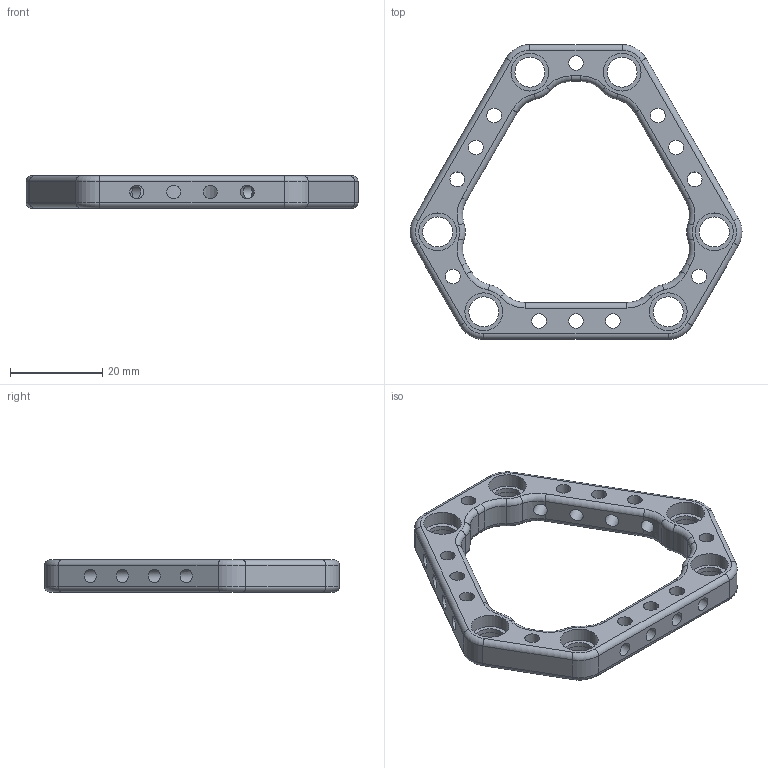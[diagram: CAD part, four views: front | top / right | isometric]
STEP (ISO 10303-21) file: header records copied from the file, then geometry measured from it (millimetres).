
FILE_DESCRIPTION(/* description */ ('STEP AP242','CAx-IF Rec.Pracs.---Representation and Presentation of Product Manufacturing Information (PMI)---4.0---2014-10-13','CAx-IF Rec.Pracs.---3D Tessellated Geometry---0.4---2014-09-14','2;1'),/* implementation_level */ '2;1');
FILE_NAME(/* name */ '67e041f612dca47361801023',/* time_stamp */ '2025-03-23T17:16:38Z',/* author */ (''),/* organization */ (''),/* preprocessor_version */ 'ST-DEVELOPER v20',/* originating_system */ 'ONSHAPE BY PTC INC, 1.195',/* authorisation */ ' ');
FILE_SCHEMA (('AP242_MANAGED_MODEL_BASED_3D_ENGINEERING_MIM_LF { 1 0 10303 442 1 1 4 }'));
Length unit declared in the file: metre
Products named in the file (1): Part 1
Bounding box: 72 x 63.96 x 7 mm (x, y, z)
Volume: 7891.9 mm3; surface area: 7587.8 mm2
Topology: 1 solids, 1 shells, 164 faces, 396 edges, 240 vertices
Faces by surface type: cylinder 90, torus 48, plane 26
Full cylindrical faces by diameter (mm): 3 x12, 3.2 x12, 6.5 x6, 8.2 x12
Entity records: 4766 total; most frequent: DIRECTION 924, CARTESIAN_POINT 807, ORIENTED_EDGE 696, AXIS2_PLACEMENT_3D 417, EDGE_CURVE 348, EDGE_LOOP 274, FACE_BOUND 274, CIRCLE 252
